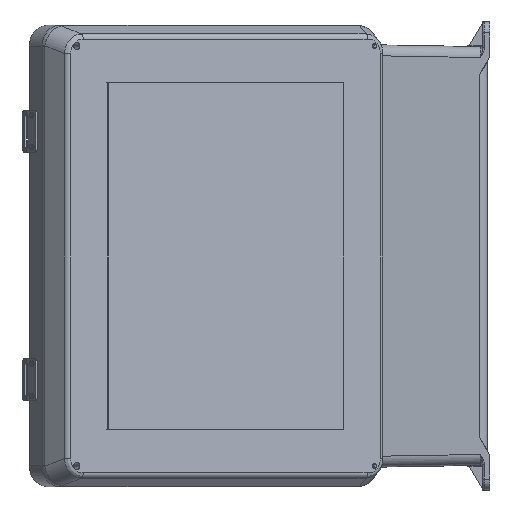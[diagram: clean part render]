
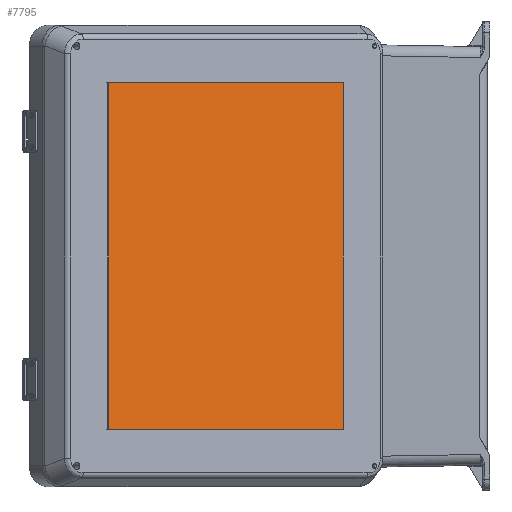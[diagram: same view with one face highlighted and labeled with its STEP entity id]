
A CAD part, left-side view. The second image highlights one B-rep face of the part: STEP entity #7795.
In plain terms, the highlighted face is planar.
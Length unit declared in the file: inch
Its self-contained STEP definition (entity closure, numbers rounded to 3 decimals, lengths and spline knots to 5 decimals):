
#4113 = FACE_OUTER_BOUND ( 'NONE', #39535, .T. ) ;
#6619 = CARTESIAN_POINT ( 'NONE',  ( 4., 0.22, 5. ) ) ;
#6624 = DIRECTION ( 'NONE',  ( 0., 0., -1. ) ) ;
#6629 = CARTESIAN_POINT ( 'NONE',  ( 4., 0.22, 5. ) ) ;
#6630 = DIRECTION ( 'NONE',  ( 1., 0., 0. ) ) ;
#6633 = CARTESIAN_POINT ( 'NONE',  ( -4., 0.22, 5. ) ) ;
#6634 = DIRECTION ( 'NONE',  ( 0., 0., 1. ) ) ;
#6637 = CARTESIAN_POINT ( 'NONE',  ( 4., 0.22, -5. ) ) ;
#6638 = DIRECTION ( 'NONE',  ( -1., 0., 0. ) ) ;
#7795 = ADVANCED_FACE ( 'NONE', ( #4113 ), #9378, .T. ) ;
#8481 = EDGE_CURVE ( 'NONE', #15989, #15929, #29152, .T. ) ;
#8484 = EDGE_CURVE ( 'NONE', #16020, #15989, #29160, .T. ) ;
#8486 = EDGE_CURVE ( 'NONE', #15961, #16020, #29164, .T. ) ;
#8488 = EDGE_CURVE ( 'NONE', #15929, #15961, #29168, .T. ) ;
#9297 = DIRECTION ( 'NONE',  ( 0., 1., 0. ) ) ;
#9378 = PLANE ( 'NONE',  #28456 ) ;
#9427 = DIRECTION ( 'NONE',  ( 0., 0., 1. ) ) ;
#9474 = CARTESIAN_POINT ( 'NONE',  ( 4.5, 0.22, -5.5 ) ) ;
#15929 = VERTEX_POINT ( 'NONE', #35591 ) ;
#15961 = VERTEX_POINT ( 'NONE', #35623 ) ;
#15989 = VERTEX_POINT ( 'NONE', #35651 ) ;
#16020 = VERTEX_POINT ( 'NONE', #35682 ) ;
#16731 = ORIENTED_EDGE ( 'NONE', *, *, #8484, .T. ) ;
#16791 = ORIENTED_EDGE ( 'NONE', *, *, #8486, .T. ) ;
#16809 = ORIENTED_EDGE ( 'NONE', *, *, #8488, .T. ) ;
#16847 = ORIENTED_EDGE ( 'NONE', *, *, #8481, .T. ) ;
#28456 = AXIS2_PLACEMENT_3D ( 'NONE', #9474, #9297, #9427 ) ;
#29152 = LINE ( 'NONE', #6619, #29157 ) ;
#29157 = VECTOR ( 'NONE', #6624, 39.37008 ) ;
#29160 = LINE ( 'NONE', #6629, #29163 ) ;
#29163 = VECTOR ( 'NONE', #6630, 39.37008 ) ;
#29164 = LINE ( 'NONE', #6633, #29167 ) ;
#29167 = VECTOR ( 'NONE', #6634, 39.37008 ) ;
#29168 = LINE ( 'NONE', #6637, #29171 ) ;
#29171 = VECTOR ( 'NONE', #6638, 39.37008 ) ;
#35591 = CARTESIAN_POINT ( 'NONE',  ( 4., 0.22, -5. ) ) ;
#35623 = CARTESIAN_POINT ( 'NONE',  ( -4., 0.22, -5. ) ) ;
#35651 = CARTESIAN_POINT ( 'NONE',  ( 4., 0.22, 5. ) ) ;
#35682 = CARTESIAN_POINT ( 'NONE',  ( -4., 0.22, 5. ) ) ;
#39535 = EDGE_LOOP ( 'NONE', ( #16731, #16847, #16809, #16791 ) ) ;
